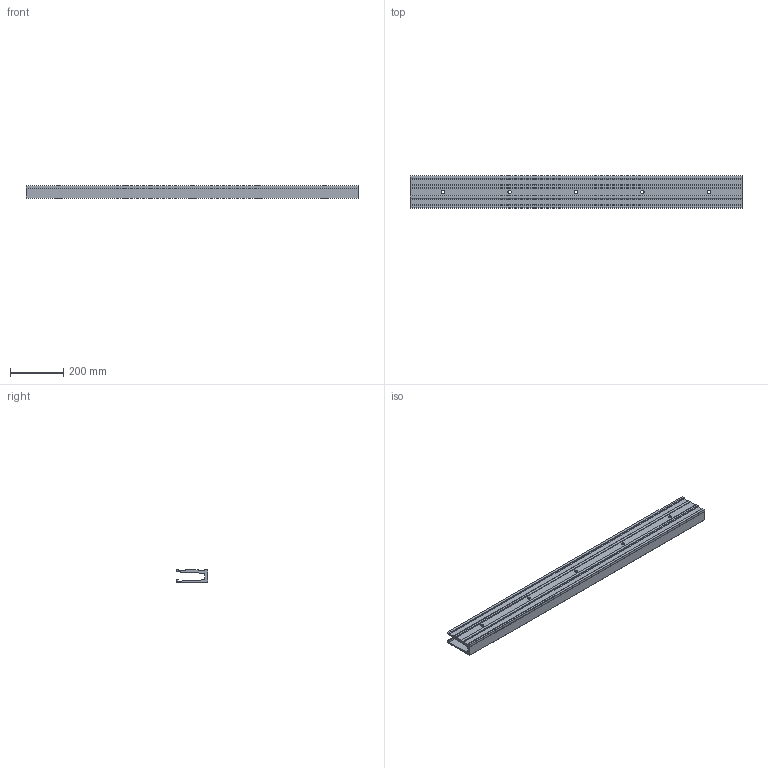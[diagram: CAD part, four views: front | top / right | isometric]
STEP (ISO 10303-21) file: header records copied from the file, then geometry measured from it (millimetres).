
FILE_DESCRIPTION (( 'STEP AP203' ), '1' );
FILE_NAME ('AL_0005-D-1250-S-E.STEP', '2021-03-09T09:10:01', ( '' ), ( '' ), 'SwSTEP 2.0', 'SolidWorks 2019', '' );
FILE_SCHEMA (( 'CONFIG_CONTROL_DESIGN' ));
Length unit declared in the file: millimetre
Products named in the file (1): AL_0005-D-1250-S-E
Bounding box: 1250 x 120.4 x 48.3 mm (x, y, z)
Volume: 2933297.9 mm3; surface area: 712743.3 mm2
Topology: 1 solids, 1 shells, 94 faces, 256 edges, 164 vertices
Faces by surface type: cylinder 48, plane 36, cone 10
Entity records: 3073 total; most frequent: CARTESIAN_POINT 575, ORIENTED_EDGE 512, DIRECTION 502, EDGE_CURVE 256, AXIS2_PLACEMENT_3D 171, VERTEX_POINT 164, LINE 160, VECTOR 160
